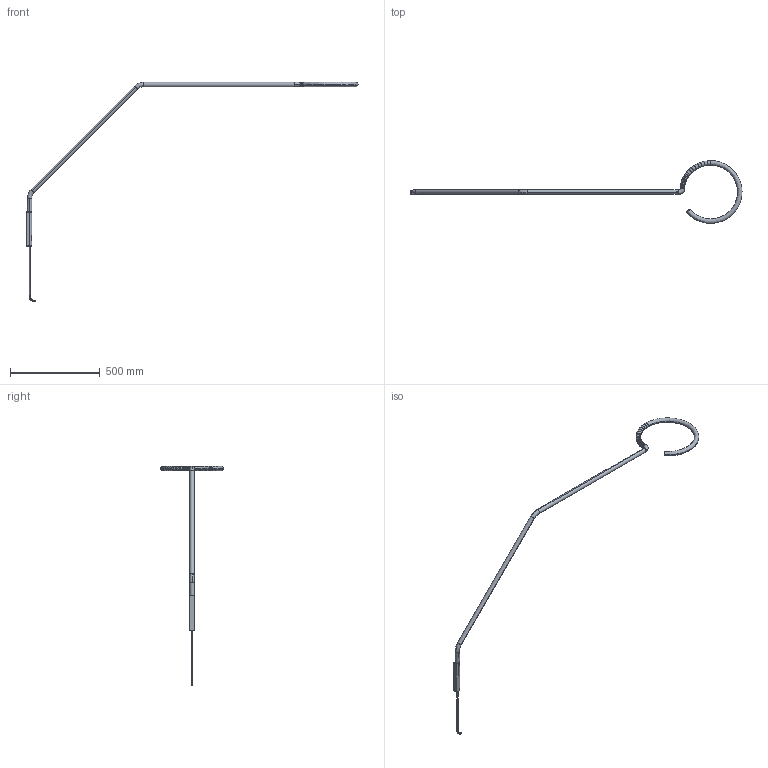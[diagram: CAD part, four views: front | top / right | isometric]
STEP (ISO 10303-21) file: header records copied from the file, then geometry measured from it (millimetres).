
FILE_DESCRIPTION(/* description */ (''),/* implementation_level */ '2;1');
FILE_NAME(/* name */ 'Vine Parete L.3dm',/* time_stamp */ '2022-10-11T15:22:31+02:00',/* author */ (''),/* organization */ (''),/* preprocessor_version */ 'ST-DEVELOPER v16.5',/* originating_system */ 'Rhino 7.22',/* authorisation */ '');
FILE_SCHEMA (('AUTOMOTIVE_DESIGN'));
Length unit declared in the file: millimetre
Products named in the file (1): Document
Bounding box: 1853.11 x 349.76 x 1224.95 mm (x, y, z)
Volume: 1255162.4 mm3; surface area: 285637.5 mm2
Topology: 5 solids, 28 shells, 235 faces, 526 edges, 319 vertices
Faces by surface type: bspline 167, plane 46, cylinder 22
Entity records: 16410 total; most frequent: CARTESIAN_POINT 13337, ORIENTED_EDGE 994, EDGE_CURVE 524, VERTEX_POINT 319, EDGE_LOOP 239, ADVANCED_FACE 235, FACE_OUTER_BOUND 235, B_SPLINE_CURVE_WITH_KNOTS 100
